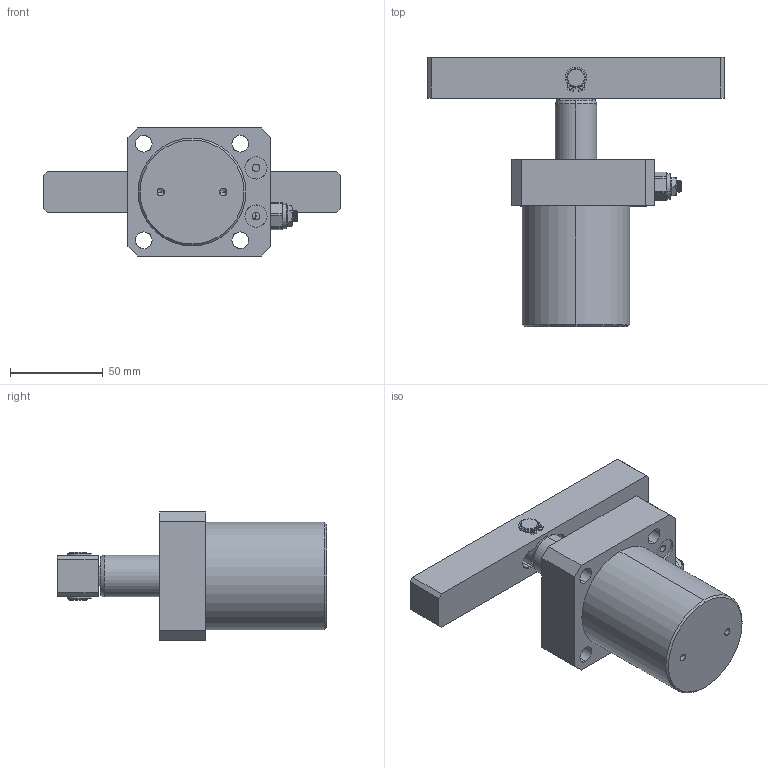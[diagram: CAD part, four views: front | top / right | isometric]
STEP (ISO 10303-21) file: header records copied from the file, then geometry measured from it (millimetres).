
FILE_DESCRIPTION (( 'STEP AP203' ), '1' );
FILE_NAME ('chs-famt40d_asm.STEP', '2019-05-07T08:48:10', ( '' ), ( '' ), 'SwSTEP 2.0', 'SolidWorks 2017', '' );
FILE_SCHEMA (( 'CONFIG_CONTROL_DESIGN' ));
Length unit declared in the file: millimetre
Products named in the file (7): CHS-FAMT40-03; CHS-40D-01_4; CZL10覃厒概_1; chs-famt40d_asm; 12轴用挡圈; XIAO; CHS-40D-02_3
Assembly tree (7 placements, depth 2):
  chs-famt40d_asm
    CHS-FAMT40-03
    CHS-40D-02_3
    CHS-40D-01_4
    XIAO
    12轴用挡圈  x2
    CZL10覃厒概_1
Bounding box: 160 x 145 x 69 mm (x, y, z)
Volume: 348097.2 mm3; surface area: 74184 mm2
Topology: 10 solids, 10 shells, 517 faces, 1351 edges, 856 vertices
Faces by surface type: cylinder 209, plane 117, cone 109, bspline 82
Entity records: 28811 total; most frequent: CARTESIAN_POINT 17163, ORIENTED_EDGE 2522, DIRECTION 1955, EDGE_CURVE 1261, VERTEX_POINT 807, AXIS2_PLACEMENT_3D 764, EDGE_LOOP 552, FACE_OUTER_BOUND 493
